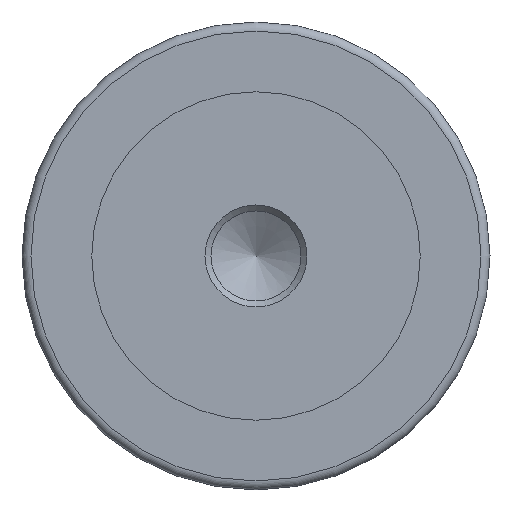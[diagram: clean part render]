
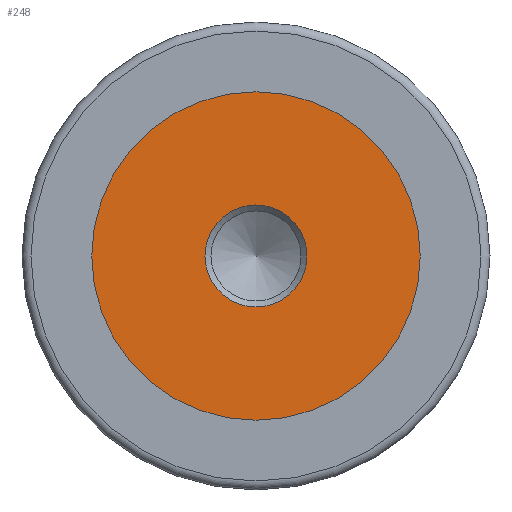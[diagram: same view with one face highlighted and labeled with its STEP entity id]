
A CAD part, left-side view. The second image highlights one B-rep face of the part: STEP entity #248.
In plain terms, the highlighted planar face has unit normal (-1, 0, 0).
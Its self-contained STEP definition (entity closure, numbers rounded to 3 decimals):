
#248 = ADVANCED_FACE( '', ( #448, #449 ), #450, .F. );
#448 = FACE_OUTER_BOUND( '', #659, .T. );
#449 = FACE_BOUND( '', #660, .T. );
#450 = PLANE( '', #661 );
#659 = EDGE_LOOP( '', ( #934 ) );
#660 = EDGE_LOOP( '', ( #935 ) );
#661 = AXIS2_PLACEMENT_3D( '', #936, #937, #938 );
#934 = ORIENTED_EDGE( '', *, *, #1226, .F. );
#935 = ORIENTED_EDGE( '', *, *, #1215, .T. );
#936 = CARTESIAN_POINT( '', ( -0.8, 0., 0. ) );
#937 = DIRECTION( '', ( 1., 0., 0. ) );
#938 = DIRECTION( '', ( 0., 0., -1. ) );
#1215 = EDGE_CURVE( '', #1390, #1390, #1391, .T. );
#1226 = EDGE_CURVE( '', #1407, #1407, #1408, .T. );
#1390 = VERTEX_POINT( '', #1610 );
#1391 = CIRCLE( '', #1611, 5.667 );
#1407 = VERTEX_POINT( '', #1630 );
#1408 = CIRCLE( '', #1631, 18.25 );
#1610 = CARTESIAN_POINT( '', ( -0.8, 0., -5.667 ) );
#1611 = AXIS2_PLACEMENT_3D( '', #1814, #1815, #1816 );
#1630 = CARTESIAN_POINT( '', ( -0.8, 0., -18.25 ) );
#1631 = AXIS2_PLACEMENT_3D( '', #1829, #1830, #1831 );
#1814 = CARTESIAN_POINT( '', ( -0.8, 0., 0. ) );
#1815 = DIRECTION( '', ( 1., 0., 0. ) );
#1816 = DIRECTION( '', ( 0., 0., -1. ) );
#1829 = CARTESIAN_POINT( '', ( -0.8, 0., 0. ) );
#1830 = DIRECTION( '', ( 1., 0., 0. ) );
#1831 = DIRECTION( '', ( 0., 0., -1. ) );
